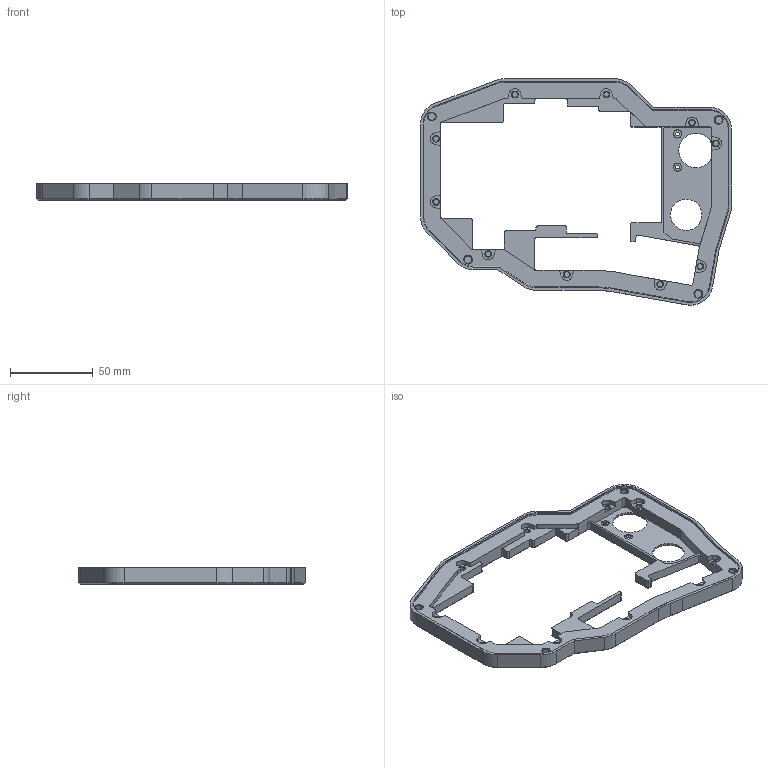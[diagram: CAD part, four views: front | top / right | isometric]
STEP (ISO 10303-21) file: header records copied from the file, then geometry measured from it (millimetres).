
FILE_DESCRIPTION(/* description */ (''),/* implementation_level */ '2;1');
FILE_NAME(/* name */ 'Right Top.step',/* time_stamp */ '2024-08-24T13:41:47-07:00',/* author */ (''),/* organization */ (''),/* preprocessor_version */ 'ST-DEVELOPER v20',/* originating_system */ 'Autodesk Translation Framework v13.14.0.145',/* authorisation */ '');
FILE_SCHEMA (('AUTOMOTIVE_DESIGN { 1 0 10303 214 3 1 1 }'));
Length unit declared in the file: millimetre
Products named in the file (1): Right Top
Bounding box: 187.85 x 136.75 x 10.2 mm (x, y, z)
Volume: 67312.7 mm3; surface area: 31446.2 mm2
Topology: 1 solids, 1 shells, 369 faces, 911 edges, 560 vertices
Faces by surface type: plane 201, cylinder 96, cone 72
Full cylindrical faces by diameter (mm): 2.3 x2, 3.3 x10, 4.4 x4, 4.9 x2, 19 x1
Entity records: 10809 total; most frequent: DIRECTION 1914, CARTESIAN_POINT 1847, ORIENTED_EDGE 1822, EDGE_CURVE 911, LINE 644, VECTOR 644, AXIS2_PLACEMENT_3D 635, VERTEX_POINT 560
